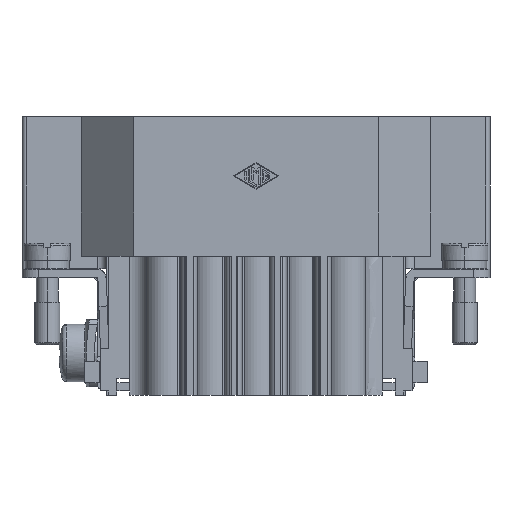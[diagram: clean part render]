
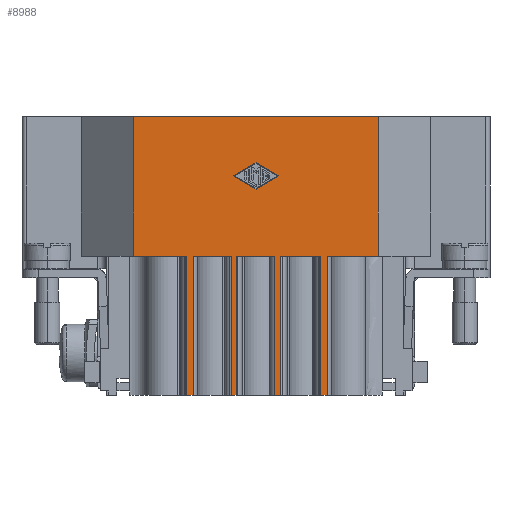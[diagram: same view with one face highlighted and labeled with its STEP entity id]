
A CAD part, front view. The second image highlights one B-rep face of the part: STEP entity #8988.
In plain terms, the highlighted planar face has unit normal (0, -1, 0).
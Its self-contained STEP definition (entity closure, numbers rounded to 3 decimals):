
#8050=CARTESIAN_POINT('',(-2.709,-11.25,8.0));
#8051=VERTEX_POINT('',#8050);
#8058=CARTESIAN_POINT('',(0.,-11.25,6.438));
#8059=VERTEX_POINT('',#8058);
#8060=CARTESIAN_POINT('',(0.,-11.25,6.438));
#8061=DIRECTION('',(-0.866,0.0,0.5));
#8062=VECTOR('',#8061,3.127);
#8063=LINE('',#8060,#8062);
#8064=EDGE_CURVE('',#8059,#8051,#8063,.T.);
#8089=CARTESIAN_POINT('',(2.709,-11.25,8.));
#8090=VERTEX_POINT('',#8089);
#8091=CARTESIAN_POINT('',(2.709,-11.25,8.));
#8092=DIRECTION('',(-0.866,0.0,-0.5));
#8093=VECTOR('',#8092,3.127);
#8094=LINE('',#8091,#8093);
#8095=EDGE_CURVE('',#8090,#8059,#8094,.T.);
#8120=CARTESIAN_POINT('',(0.,-11.25,9.562));
#8121=VERTEX_POINT('',#8120);
#8122=CARTESIAN_POINT('',(0.,-11.25,9.562));
#8123=DIRECTION('',(0.866,0.0,-0.5));
#8124=VECTOR('',#8123,3.127);
#8125=LINE('',#8122,#8124);
#8126=EDGE_CURVE('',#8121,#8090,#8125,.T.);
#8149=CARTESIAN_POINT('',(-2.709,-11.25,8.0));
#8150=DIRECTION('',(0.866,0.0,0.5));
#8151=VECTOR('',#8150,3.127);
#8152=LINE('',#8149,#8151);
#8153=EDGE_CURVE('',#8051,#8121,#8152,.T.);
#8815=CARTESIAN_POINT('',(-14.5,-11.25,15.0));
#8816=DIRECTION('',(0.0,-1.0,0.0));
#8817=DIRECTION('',(0.0,0.0,-1.0));
#8818=AXIS2_PLACEMENT_3D('',#8815,#8816,#8817);
#8819=PLANE('',#8818);
#8820=CARTESIAN_POINT('',(-8.25,-11.25,-18.));
#8821=VERTEX_POINT('',#8820);
#8822=CARTESIAN_POINT('',(-8.25,-11.25,-1.5));
#8823=VERTEX_POINT('',#8822);
#8824=CARTESIAN_POINT('',(-8.25,-11.25,-18.));
#8825=DIRECTION('',(0.0,0.0,1.0));
#8826=VECTOR('',#8825,16.5);
#8827=LINE('',#8824,#8826);
#8828=EDGE_CURVE('',#8821,#8823,#8827,.T.);
#8829=ORIENTED_EDGE('',*,*,#8828,.F.);
#8830=CARTESIAN_POINT('',(-7.454,-11.25,-18.));
#8831=VERTEX_POINT('',#8830);
#8832=CARTESIAN_POINT('',(-7.454,-11.25,-18.));
#8833=DIRECTION('',(-1.0,0.0,0.0));
#8834=VECTOR('',#8833,0.796);
#8835=LINE('',#8832,#8834);
#8836=EDGE_CURVE('',#8831,#8821,#8835,.T.);
#8837=ORIENTED_EDGE('',*,*,#8836,.F.);
#8838=CARTESIAN_POINT('',(-7.454,-11.25,-1.5));
#8839=VERTEX_POINT('',#8838);
#8840=CARTESIAN_POINT('',(-7.454,-11.25,-18.));
#8841=DIRECTION('',(0.0,0.0,1.0));
#8842=VECTOR('',#8841,16.5);
#8843=LINE('',#8840,#8842);
#8844=EDGE_CURVE('',#8831,#8839,#8843,.T.);
#8845=ORIENTED_EDGE('',*,*,#8844,.T.);
#8846=CARTESIAN_POINT('',(-2.946,-11.25,-1.5));
#8847=VERTEX_POINT('',#8846);
#8848=CARTESIAN_POINT('',(-2.946,-11.25,-1.5));
#8849=DIRECTION('',(-1.0,0.0,0.0));
#8850=VECTOR('',#8849,4.508);
#8851=LINE('',#8848,#8850);
#8852=EDGE_CURVE('',#8847,#8839,#8851,.T.);
#8853=ORIENTED_EDGE('',*,*,#8852,.F.);
#8854=CARTESIAN_POINT('',(-2.946,-11.25,-18.));
#8855=VERTEX_POINT('',#8854);
#8856=CARTESIAN_POINT('',(-2.946,-11.25,-18.));
#8857=DIRECTION('',(0.0,0.0,1.0));
#8858=VECTOR('',#8857,16.5);
#8859=LINE('',#8856,#8858);
#8860=EDGE_CURVE('',#8855,#8847,#8859,.T.);
#8861=ORIENTED_EDGE('',*,*,#8860,.F.);
#8862=CARTESIAN_POINT('',(-2.354,-11.25,-18.));
#8863=VERTEX_POINT('',#8862);
#8864=CARTESIAN_POINT('',(-2.354,-11.25,-18.));
#8865=DIRECTION('',(-1.0,0.0,0.0));
#8866=VECTOR('',#8865,0.592);
#8867=LINE('',#8864,#8866);
#8868=EDGE_CURVE('',#8863,#8855,#8867,.T.);
#8869=ORIENTED_EDGE('',*,*,#8868,.F.);
#8870=CARTESIAN_POINT('',(-2.354,-11.25,-1.5));
#8871=VERTEX_POINT('',#8870);
#8872=CARTESIAN_POINT('',(-2.354,-11.25,-1.5));
#8873=DIRECTION('',(0.0,0.0,-1.0));
#8874=VECTOR('',#8873,16.5);
#8875=LINE('',#8872,#8874);
#8876=EDGE_CURVE('',#8871,#8863,#8875,.T.);
#8877=ORIENTED_EDGE('',*,*,#8876,.F.);
#8878=CARTESIAN_POINT('',(2.154,-11.25,-1.5));
#8879=VERTEX_POINT('',#8878);
#8880=CARTESIAN_POINT('',(2.154,-11.25,-1.5));
#8881=DIRECTION('',(-1.0,0.0,0.0));
#8882=VECTOR('',#8881,4.508);
#8883=LINE('',#8880,#8882);
#8884=EDGE_CURVE('',#8879,#8871,#8883,.T.);
#8885=ORIENTED_EDGE('',*,*,#8884,.F.);
#8886=CARTESIAN_POINT('',(2.154,-11.25,-18.));
#8887=VERTEX_POINT('',#8886);
#8888=CARTESIAN_POINT('',(2.154,-11.25,-1.5));
#8889=DIRECTION('',(0.0,0.0,-1.0));
#8890=VECTOR('',#8889,16.5);
#8891=LINE('',#8888,#8890);
#8892=EDGE_CURVE('',#8879,#8887,#8891,.T.);
#8893=ORIENTED_EDGE('',*,*,#8892,.T.);
#8894=CARTESIAN_POINT('',(2.946,-11.25,-18.));
#8895=VERTEX_POINT('',#8894);
#8896=CARTESIAN_POINT('',(2.946,-11.25,-18.));
#8897=DIRECTION('',(-1.0,0.0,0.0));
#8898=VECTOR('',#8897,0.792);
#8899=LINE('',#8896,#8898);
#8900=EDGE_CURVE('',#8895,#8887,#8899,.T.);
#8901=ORIENTED_EDGE('',*,*,#8900,.F.);
#8902=CARTESIAN_POINT('',(2.946,-11.25,-1.5));
#8903=VERTEX_POINT('',#8902);
#8904=CARTESIAN_POINT('',(2.946,-11.25,-1.5));
#8905=DIRECTION('',(0.0,0.0,-1.0));
#8906=VECTOR('',#8905,16.5);
#8907=LINE('',#8904,#8906);
#8908=EDGE_CURVE('',#8903,#8895,#8907,.T.);
#8909=ORIENTED_EDGE('',*,*,#8908,.F.);
#8910=CARTESIAN_POINT('',(7.654,-11.25,-1.5));
#8911=VERTEX_POINT('',#8910);
#8912=CARTESIAN_POINT('',(7.654,-11.25,-1.5));
#8913=DIRECTION('',(-1.0,0.0,0.0));
#8914=VECTOR('',#8913,4.708);
#8915=LINE('',#8912,#8914);
#8916=EDGE_CURVE('',#8911,#8903,#8915,.T.);
#8917=ORIENTED_EDGE('',*,*,#8916,.F.);
#8918=CARTESIAN_POINT('',(7.654,-11.25,-18.));
#8919=VERTEX_POINT('',#8918);
#8920=CARTESIAN_POINT('',(7.654,-11.25,-18.));
#8921=DIRECTION('',(0.0,0.0,1.0));
#8922=VECTOR('',#8921,16.5);
#8923=LINE('',#8920,#8922);
#8924=EDGE_CURVE('',#8919,#8911,#8923,.T.);
#8925=ORIENTED_EDGE('',*,*,#8924,.F.);
#8926=CARTESIAN_POINT('',(8.45,-11.25,-18.));
#8927=VERTEX_POINT('',#8926);
#8928=CARTESIAN_POINT('',(8.45,-11.25,-18.));
#8929=DIRECTION('',(-1.0,0.0,0.0));
#8930=VECTOR('',#8929,0.796);
#8931=LINE('',#8928,#8930);
#8932=EDGE_CURVE('',#8927,#8919,#8931,.T.);
#8933=ORIENTED_EDGE('',*,*,#8932,.F.);
#8934=CARTESIAN_POINT('',(8.45,-11.25,-1.5));
#8935=VERTEX_POINT('',#8934);
#8936=CARTESIAN_POINT('',(8.45,-11.25,-18.));
#8937=DIRECTION('',(0.0,0.0,1.0));
#8938=VECTOR('',#8937,16.5);
#8939=LINE('',#8936,#8938);
#8940=EDGE_CURVE('',#8927,#8935,#8939,.T.);
#8941=ORIENTED_EDGE('',*,*,#8940,.T.);
#8942=CARTESIAN_POINT('',(14.5,-11.25,-1.5));
#8943=VERTEX_POINT('',#8942);
#8944=CARTESIAN_POINT('',(8.45,-11.25,-1.5));
#8945=DIRECTION('',(1.0,0.0,0.0));
#8946=VECTOR('',#8945,6.05);
#8947=LINE('',#8944,#8946);
#8948=EDGE_CURVE('',#8935,#8943,#8947,.T.);
#8949=ORIENTED_EDGE('',*,*,#8948,.T.);
#8950=CARTESIAN_POINT('',(14.5,-11.25,15.0));
#8951=VERTEX_POINT('',#8950);
#8952=CARTESIAN_POINT('',(14.5,-11.25,15.0));
#8953=DIRECTION('',(0.0,0.0,-1.0));
#8954=VECTOR('',#8953,16.5);
#8955=LINE('',#8952,#8954);
#8956=EDGE_CURVE('',#8951,#8943,#8955,.T.);
#8957=ORIENTED_EDGE('',*,*,#8956,.F.);
#8958=CARTESIAN_POINT('',(-14.5,-11.25,15.0));
#8959=VERTEX_POINT('',#8958);
#8960=CARTESIAN_POINT('',(-14.5,-11.25,15.0));
#8961=DIRECTION('',(1.0,0.0,0.0));
#8962=VECTOR('',#8961,29.);
#8963=LINE('',#8960,#8962);
#8964=EDGE_CURVE('',#8959,#8951,#8963,.T.);
#8965=ORIENTED_EDGE('',*,*,#8964,.F.);
#8966=CARTESIAN_POINT('',(-14.5,-11.25,-1.5));
#8967=VERTEX_POINT('',#8966);
#8968=CARTESIAN_POINT('',(-14.5,-11.25,15.0));
#8969=DIRECTION('',(0.0,0.0,-1.0));
#8970=VECTOR('',#8969,16.5);
#8971=LINE('',#8968,#8970);
#8972=EDGE_CURVE('',#8959,#8967,#8971,.T.);
#8973=ORIENTED_EDGE('',*,*,#8972,.T.);
#8974=CARTESIAN_POINT('',(-8.25,-11.25,-1.5));
#8975=DIRECTION('',(-1.0,0.0,0.0));
#8976=VECTOR('',#8975,6.25);
#8977=LINE('',#8974,#8976);
#8978=EDGE_CURVE('',#8823,#8967,#8977,.T.);
#8979=ORIENTED_EDGE('',*,*,#8978,.F.);
#8980=EDGE_LOOP('',(#8829,#8837,#8845,#8853,#8861,#8869,#8877,#8885,#8893,#8901,#8909,#8917,#8925,#8933,#8941,#8949,#8957,#8965,#8973,#8979));
#8981=FACE_OUTER_BOUND('',#8980,.T.);
#8982=ORIENTED_EDGE('',*,*,#8064,.T.);
#8983=ORIENTED_EDGE('',*,*,#8153,.T.);
#8984=ORIENTED_EDGE('',*,*,#8126,.T.);
#8985=ORIENTED_EDGE('',*,*,#8095,.T.);
#8986=EDGE_LOOP('',(#8982,#8983,#8984,#8985));
#8987=FACE_BOUND('',#8986,.T.);
#8988=ADVANCED_FACE('',(#8981,#8987),#8819,.T.);
